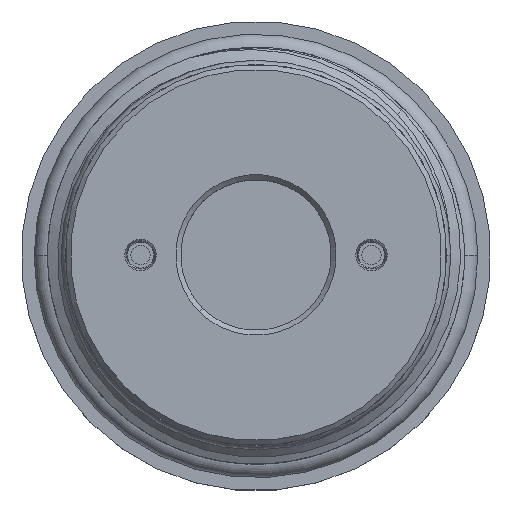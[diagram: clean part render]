
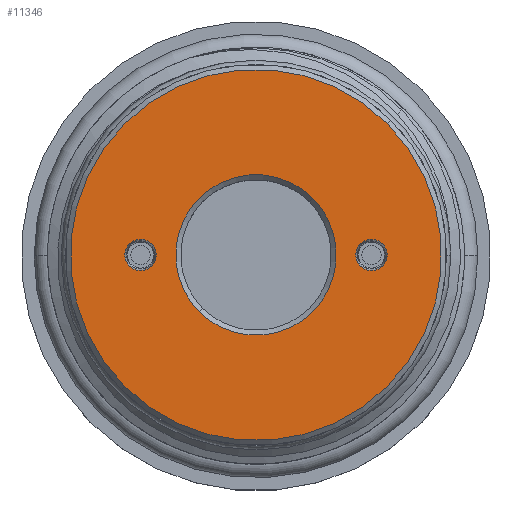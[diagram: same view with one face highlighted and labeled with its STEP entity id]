
A CAD part, top view. The second image highlights one B-rep face of the part: STEP entity #11346.
In plain terms, the highlighted planar face has unit normal (0, 0, 1).
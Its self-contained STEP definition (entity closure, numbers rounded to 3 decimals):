
#136 = DIRECTION ( 'NONE',  ( 0., 0., 1. ) ) ;
#218 = ORIENTED_EDGE ( 'NONE', *, *, #11539, .T. ) ;
#251 = VERTEX_POINT ( 'NONE', #2593 ) ;
#341 = VERTEX_POINT ( 'NONE', #11975 ) ;
#548 = ORIENTED_EDGE ( 'NONE', *, *, #5720, .T. ) ;
#559 = EDGE_CURVE ( 'NONE', #12695, #992, #13396, .T. ) ;
#631 = DIRECTION ( 'NONE',  ( 0.707, 0.707, 0. ) ) ;
#731 = EDGE_CURVE ( 'NONE', #3066, #251, #12420, .T. ) ;
#733 = AXIS2_PLACEMENT_3D ( 'NONE', #8415, #6398, #8147 ) ;
#960 = CARTESIAN_POINT ( 'NONE',  ( 0., 0., 77. ) ) ;
#992 = VERTEX_POINT ( 'NONE', #1334 ) ;
#995 = DIRECTION ( 'NONE',  ( 0.707, 0.707, 0. ) ) ;
#1045 = AXIS2_PLACEMENT_3D ( 'NONE', #9372, #11400, #995 ) ;
#1082 = AXIS2_PLACEMENT_3D ( 'NONE', #960, #10370, #4189 ) ;
#1320 = EDGE_CURVE ( 'NONE', #13087, #341, #3740, .T. ) ;
#1334 = CARTESIAN_POINT ( 'NONE',  ( 12.604, 1.104, 77. ) ) ;
#1373 = CARTESIAN_POINT ( 'NONE',  ( -10.396, 1.104, 77. ) ) ;
#1682 = EDGE_LOOP ( 'NONE', ( #4058, #13411 ) ) ;
#1718 = FACE_BOUND ( 'NONE', #2468, .T. ) ;
#1947 = EDGE_LOOP ( 'NONE', ( #5927, #218 ) ) ;
#2080 = CARTESIAN_POINT ( 'NONE',  ( 0., 0., 77. ) ) ;
#2468 = EDGE_LOOP ( 'NONE', ( #5243, #548 ) ) ;
#2469 = DIRECTION ( 'NONE',  ( 0., 0., -1. ) ) ;
#2593 = CARTESIAN_POINT ( 'NONE',  ( -12.604, -1.104, 77. ) ) ;
#2723 = DIRECTION ( 'NONE',  ( -0.707, -0.707, 0. ) ) ;
#2810 = VERTEX_POINT ( 'NONE', #7090 ) ;
#3066 = VERTEX_POINT ( 'NONE', #1373 ) ;
#3616 = EDGE_LOOP ( 'NONE', ( #9656, #7940 ) ) ;
#3740 = CIRCLE ( 'NONE', #733, 8. ) ;
#3811 = FACE_OUTER_BOUND ( 'NONE', #1682, .T. ) ;
#3927 = PLANE ( 'NONE',  #9747 ) ;
#3952 = CIRCLE ( 'NONE', #11184, 1.561 ) ;
#3970 = CARTESIAN_POINT ( 'NONE',  ( -13.435, 13.435, 77. ) ) ;
#4058 = ORIENTED_EDGE ( 'NONE', *, *, #5409, .T. ) ;
#4065 = EDGE_CURVE ( 'NONE', #251, #3066, #7045, .T. ) ;
#4126 = CARTESIAN_POINT ( 'NONE',  ( 13.081, 13.081, 77. ) ) ;
#4189 = DIRECTION ( 'NONE',  ( -0.707, -0.707, 0. ) ) ;
#4193 = EDGE_CURVE ( 'NONE', #9075, #2810, #8332, .T. ) ;
#4580 = AXIS2_PLACEMENT_3D ( 'NONE', #6663, #2469, #5451 ) ;
#4621 = CIRCLE ( 'NONE', #13279, 18.5 ) ;
#4664 = CARTESIAN_POINT ( 'NONE',  ( -11.5, 0., 77. ) ) ;
#4898 = DIRECTION ( 'NONE',  ( 0., 0., -1. ) ) ;
#5243 = ORIENTED_EDGE ( 'NONE', *, *, #559, .T. ) ;
#5409 = EDGE_CURVE ( 'NONE', #2810, #9075, #4621, .T. ) ;
#5451 = DIRECTION ( 'NONE',  ( -0.707, -0.707, 0. ) ) ;
#5720 = EDGE_CURVE ( 'NONE', #992, #12695, #3952, .T. ) ;
#5907 = DIRECTION ( 'NONE',  ( -0.707, -0.707, 0. ) ) ;
#5927 = ORIENTED_EDGE ( 'NONE', *, *, #1320, .T. ) ;
#6155 = AXIS2_PLACEMENT_3D ( 'NONE', #9988, #7909, #2723 ) ;
#6398 = DIRECTION ( 'NONE',  ( 0., 0., -1. ) ) ;
#6663 = CARTESIAN_POINT ( 'NONE',  ( -11.5, 0., 77. ) ) ;
#6892 = DIRECTION ( 'NONE',  ( 0., 0., -1. ) ) ;
#7045 = CIRCLE ( 'NONE', #4580, 1.561 ) ;
#7090 = CARTESIAN_POINT ( 'NONE',  ( -13.081, -13.081, 77. ) ) ;
#7909 = DIRECTION ( 'NONE',  ( 0., 0., 1. ) ) ;
#7940 = ORIENTED_EDGE ( 'NONE', *, *, #4065, .T. ) ;
#8147 = DIRECTION ( 'NONE',  ( -0.707, -0.707, 0. ) ) ;
#8332 = CIRCLE ( 'NONE', #6155, 18.5 ) ;
#8415 = CARTESIAN_POINT ( 'NONE',  ( 0., 0., 77. ) ) ;
#9075 = VERTEX_POINT ( 'NONE', #4126 ) ;
#9372 = CARTESIAN_POINT ( 'NONE',  ( 11.5, 0., 77. ) ) ;
#9656 = ORIENTED_EDGE ( 'NONE', *, *, #731, .T. ) ;
#9747 = AXIS2_PLACEMENT_3D ( 'NONE', #3970, #4898, #5907 ) ;
#9988 = CARTESIAN_POINT ( 'NONE',  ( 0., 0., 77. ) ) ;
#10370 = DIRECTION ( 'NONE',  ( 0., 0., -1. ) ) ;
#10394 = AXIS2_PLACEMENT_3D ( 'NONE', #4664, #13089, #13131 ) ;
#11184 = AXIS2_PLACEMENT_3D ( 'NONE', #13256, #6892, #631 ) ;
#11346 = ADVANCED_FACE ( 'NONE', ( #13148, #3811, #1718, #11493 ), #3927, .F. ) ;
#11400 = DIRECTION ( 'NONE',  ( 0., 0., -1. ) ) ;
#11493 = FACE_BOUND ( 'NONE', #3616, .T. ) ;
#11539 = EDGE_CURVE ( 'NONE', #341, #13087, #12417, .T. ) ;
#11631 = DIRECTION ( 'NONE',  ( -0.707, -0.707, 0. ) ) ;
#11975 = CARTESIAN_POINT ( 'NONE',  ( -5.657, -5.657, 77. ) ) ;
#12417 = CIRCLE ( 'NONE', #1082, 8. ) ;
#12420 = CIRCLE ( 'NONE', #10394, 1.561 ) ;
#12608 = CARTESIAN_POINT ( 'NONE',  ( 10.396, -1.104, 77. ) ) ;
#12695 = VERTEX_POINT ( 'NONE', #12608 ) ;
#13087 = VERTEX_POINT ( 'NONE', #13204 ) ;
#13089 = DIRECTION ( 'NONE',  ( 0., 0., -1. ) ) ;
#13131 = DIRECTION ( 'NONE',  ( -0.707, -0.707, 0. ) ) ;
#13148 = FACE_BOUND ( 'NONE', #1947, .T. ) ;
#13204 = CARTESIAN_POINT ( 'NONE',  ( 5.657, 5.657, 77. ) ) ;
#13256 = CARTESIAN_POINT ( 'NONE',  ( 11.5, 0., 77. ) ) ;
#13279 = AXIS2_PLACEMENT_3D ( 'NONE', #2080, #136, #11631 ) ;
#13396 = CIRCLE ( 'NONE', #1045, 1.561 ) ;
#13411 = ORIENTED_EDGE ( 'NONE', *, *, #4193, .T. ) ;
